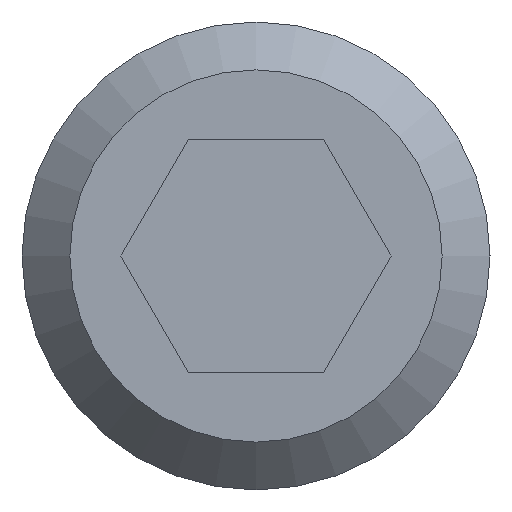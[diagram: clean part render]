
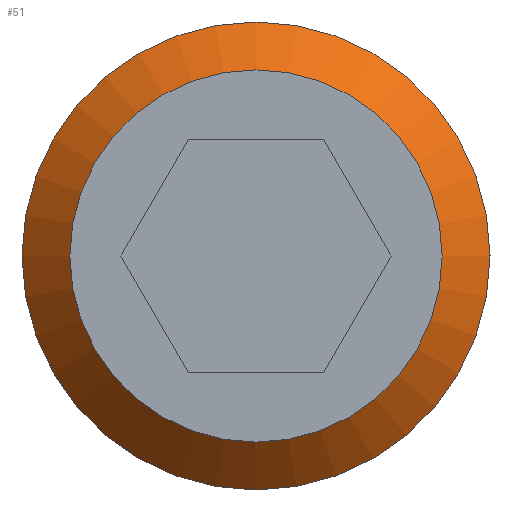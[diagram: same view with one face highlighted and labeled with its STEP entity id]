
A CAD part, left-side view. The second image highlights one B-rep face of the part: STEP entity #51.
In plain terms, the highlighted conical face has half-angle 45 degrees and reference radius 2.386 mm.
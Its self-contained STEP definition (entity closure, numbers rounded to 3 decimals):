
#51 = ADVANCED_FACE( '', ( #104, #105 ), #106, .T. );
#104 = FACE_OUTER_BOUND( '', #156, .T. );
#105 = FACE_BOUND( '', #157, .T. );
#106 = CONICAL_SURFACE( '', #158, 2.387, 0.785 );
#156 = EDGE_LOOP( '', ( #228 ) );
#157 = EDGE_LOOP( '', ( #229 ) );
#158 = AXIS2_PLACEMENT_3D( '', #230, #231, #232 );
#228 = ORIENTED_EDGE( '', *, *, #296, .F. );
#229 = ORIENTED_EDGE( '', *, *, #303, .T. );
#230 = CARTESIAN_POINT( '', ( 0., 0., 0. ) );
#231 = DIRECTION( '', ( 1., 0., 0. ) );
#232 = DIRECTION( '', ( 0., 0., -1. ) );
#296 = EDGE_CURVE( '', #343, #343, #344, .T. );
#303 = EDGE_CURVE( '', #355, #355, #356, .T. );
#343 = VERTEX_POINT( '', #406 );
#344 = CIRCLE( '', #407, 3. );
#355 = VERTEX_POINT( '', #422 );
#356 = CIRCLE( '', #423, 2.387 );
#406 = CARTESIAN_POINT( '', ( 0.613, 0., -3. ) );
#407 = AXIS2_PLACEMENT_3D( '', #456, #457, #458 );
#422 = CARTESIAN_POINT( '', ( 0., 0., -2.387 ) );
#423 = AXIS2_PLACEMENT_3D( '', #463, #464, #465 );
#456 = CARTESIAN_POINT( '', ( 0.613, 0., 0. ) );
#457 = DIRECTION( '', ( 1., 0., 0. ) );
#458 = DIRECTION( '', ( 0., 0., -1. ) );
#463 = CARTESIAN_POINT( '', ( 0., 0., 0. ) );
#464 = DIRECTION( '', ( 1., 0., 0. ) );
#465 = DIRECTION( '', ( 0., 0., -1. ) );
